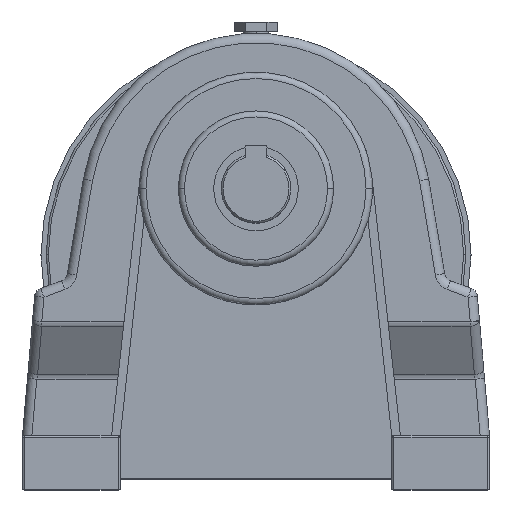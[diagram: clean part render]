
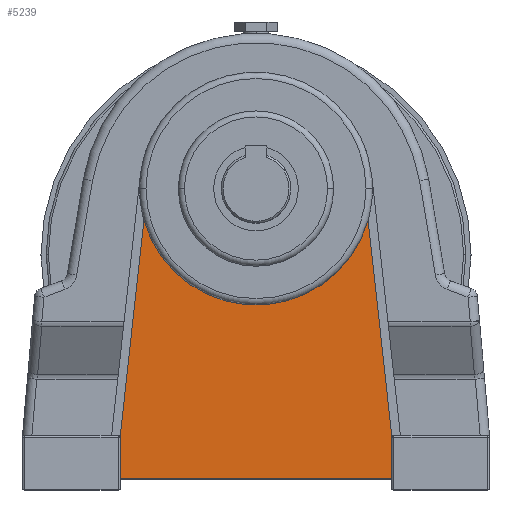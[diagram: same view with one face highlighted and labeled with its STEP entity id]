
A CAD part, top view. The second image highlights one B-rep face of the part: STEP entity #5239.
In plain terms, the highlighted planar face has unit normal (0, 0, 1).
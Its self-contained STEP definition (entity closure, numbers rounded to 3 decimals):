
#27 = CARTESIAN_POINT ( 'NONE',  ( 62.5, -133.5, -13.028 ) ) ;
#61 = ORIENTED_EDGE ( 'NONE', *, *, #5116, .T. ) ;
#167 = CARTESIAN_POINT ( 'NONE',  ( 62.5, -133.5, -13.028 ) ) ;
#223 = DIRECTION ( 'NONE',  ( 0., 0., 1. ) ) ;
#401 = LINE ( 'NONE', #4086, #1982 ) ;
#537 = DIRECTION ( 'NONE',  ( 0., 1., 0. ) ) ;
#566 = CARTESIAN_POINT ( 'NONE',  ( 0., 0., -13.028 ) ) ;
#672 = DIRECTION ( 'NONE',  ( 1., 0., 0. ) ) ;
#770 = EDGE_CURVE ( 'NONE', #1032, #4679, #6957, .T. ) ;
#791 = DIRECTION ( 'NONE',  ( 1., 0., 0. ) ) ;
#1003 = DIRECTION ( 'NONE',  ( -0.11, -0.994, 0. ) ) ;
#1032 = VERTEX_POINT ( 'NONE', #3935 ) ;
#1171 = DIRECTION ( 'NONE',  ( -0.11, 0.994, 0. ) ) ;
#1208 = VECTOR ( 'NONE', #672, 1000. ) ;
#1347 = CARTESIAN_POINT ( 'NONE',  ( -51.575, -14.685, -13.028 ) ) ;
#1791 = EDGE_CURVE ( 'NONE', #4679, #6654, #3006, .T. ) ;
#1873 = CARTESIAN_POINT ( 'NONE',  ( -62.5, -133.5, -13.028 ) ) ;
#1982 = VECTOR ( 'NONE', #7539, 1000. ) ;
#2176 = CARTESIAN_POINT ( 'NONE',  ( -51.575, -14.685, -13.028 ) ) ;
#2500 = ORIENTED_EDGE ( 'NONE', *, *, #2665, .T. ) ;
#2526 = CARTESIAN_POINT ( 'NONE',  ( 51.575, -14.685, -13.028 ) ) ;
#2591 = EDGE_LOOP ( 'NONE', ( #4900, #61, #2500, #4262, #6629, #4235 ) ) ;
#2665 = EDGE_CURVE ( 'NONE', #3413, #1032, #3366, .T. ) ;
#2941 = FACE_OUTER_BOUND ( 'NONE', #2591, .T. ) ;
#3006 = CIRCLE ( 'NONE', #6217, 53.625 ) ;
#3366 = LINE ( 'NONE', #27, #3527 ) ;
#3413 = VERTEX_POINT ( 'NONE', #167 ) ;
#3527 = VECTOR ( 'NONE', #537, 1000. ) ;
#3710 = CARTESIAN_POINT ( 'NONE',  ( 0., 0., -13.028 ) ) ;
#3935 = CARTESIAN_POINT ( 'NONE',  ( 62.5, -113.5, -13.028 ) ) ;
#3976 = EDGE_CURVE ( 'NONE', #7181, #6152, #401, .T. ) ;
#4086 = CARTESIAN_POINT ( 'NONE',  ( -62.5, -113.5, -13.028 ) ) ;
#4235 = ORIENTED_EDGE ( 'NONE', *, *, #4747, .T. ) ;
#4262 = ORIENTED_EDGE ( 'NONE', *, *, #770, .T. ) ;
#4502 = LINE ( 'NONE', #2176, #5331 ) ;
#4670 = AXIS2_PLACEMENT_3D ( 'NONE', #3710, #223, #791 ) ;
#4679 = VERTEX_POINT ( 'NONE', #2526 ) ;
#4747 = EDGE_CURVE ( 'NONE', #6654, #7181, #4502, .T. ) ;
#4900 = ORIENTED_EDGE ( 'NONE', *, *, #3976, .T. ) ;
#5116 = EDGE_CURVE ( 'NONE', #6152, #3413, #7075, .T. ) ;
#5239 = ADVANCED_FACE ( 'NONE', ( #2941 ), #7240, .T. ) ;
#5262 = DIRECTION ( 'NONE',  ( 0., 0., -1. ) ) ;
#5331 = VECTOR ( 'NONE', #1003, 1000. ) ;
#5383 = VECTOR ( 'NONE', #1171, 1000. ) ;
#5832 = DIRECTION ( 'NONE',  ( 1., 0., 0. ) ) ;
#6152 = VERTEX_POINT ( 'NONE', #6546 ) ;
#6217 = AXIS2_PLACEMENT_3D ( 'NONE', #566, #5262, #5832 ) ;
#6546 = CARTESIAN_POINT ( 'NONE',  ( -62.5, -133.5, -13.028 ) ) ;
#6629 = ORIENTED_EDGE ( 'NONE', *, *, #1791, .T. ) ;
#6654 = VERTEX_POINT ( 'NONE', #1347 ) ;
#6957 = LINE ( 'NONE', #7016, #5383 ) ;
#7016 = CARTESIAN_POINT ( 'NONE',  ( 62.5, -113.5, -13.028 ) ) ;
#7075 = LINE ( 'NONE', #1873, #1208 ) ;
#7181 = VERTEX_POINT ( 'NONE', #7435 ) ;
#7240 = PLANE ( 'NONE',  #4670 ) ;
#7435 = CARTESIAN_POINT ( 'NONE',  ( -62.5, -113.5, -13.028 ) ) ;
#7539 = DIRECTION ( 'NONE',  ( 0., -1., 0. ) ) ;
